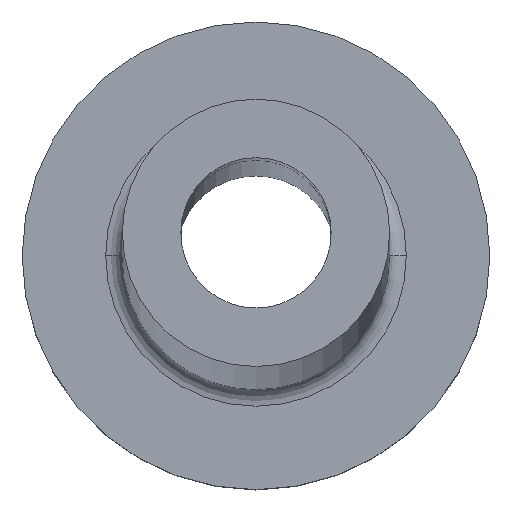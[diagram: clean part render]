
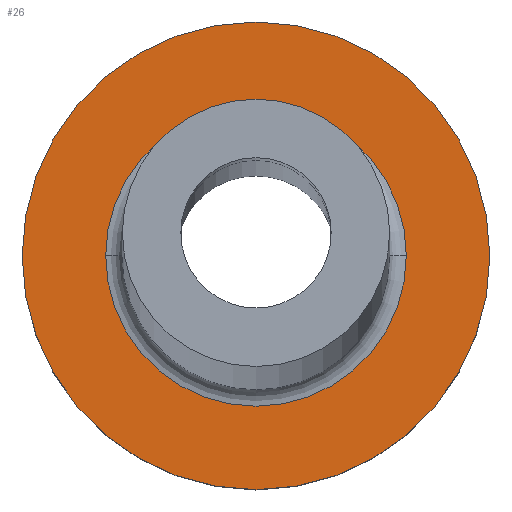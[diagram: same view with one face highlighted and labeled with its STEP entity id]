
A CAD part, top view. The second image highlights one B-rep face of the part: STEP entity #26.
In plain terms, the highlighted planar face has unit normal (0, 0, 1).
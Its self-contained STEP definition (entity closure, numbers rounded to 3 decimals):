
#2 = DIRECTION ( 'NONE',  ( 1., 0., 0. ) ) ;
#8 = AXIS2_PLACEMENT_3D ( 'NONE', #103, #282, #247 ) ;
#9 = FACE_OUTER_BOUND ( 'NONE', #205, .T. ) ;
#26 = ADVANCED_FACE ( 'NONE', ( #140, #9 ), #314, .T. ) ;
#27 = CARTESIAN_POINT ( 'NONE',  ( 7., 0., 5. ) ) ;
#30 = ORIENTED_EDGE ( 'NONE', *, *, #399, .T. ) ;
#36 = DIRECTION ( 'NONE',  ( 0., 0., 1. ) ) ;
#45 = EDGE_CURVE ( 'NONE', #78, #235, #164, .T. ) ;
#78 = VERTEX_POINT ( 'NONE', #192 ) ;
#95 = CARTESIAN_POINT ( 'NONE',  ( 4.5, 0., 5. ) ) ;
#103 = CARTESIAN_POINT ( 'NONE',  ( 0., 0., 5. ) ) ;
#109 = DIRECTION ( 'NONE',  ( 0., 0., -1. ) ) ;
#112 = CIRCLE ( 'NONE', #186, 7. ) ;
#119 = ORIENTED_EDGE ( 'NONE', *, *, #45, .T. ) ;
#135 = CARTESIAN_POINT ( 'NONE',  ( -7., 0., 5. ) ) ;
#136 = VERTEX_POINT ( 'NONE', #27 ) ;
#140 = FACE_BOUND ( 'NONE', #310, .T. ) ;
#142 = CARTESIAN_POINT ( 'NONE',  ( 0., 0., 5. ) ) ;
#150 = EDGE_CURVE ( 'NONE', #235, #78, #451, .T. ) ;
#164 = CIRCLE ( 'NONE', #437, 4.5 ) ;
#186 = AXIS2_PLACEMENT_3D ( 'NONE', #237, #36, #2 ) ;
#192 = CARTESIAN_POINT ( 'NONE',  ( -4.5, 0., 5. ) ) ;
#205 = EDGE_LOOP ( 'NONE', ( #30, #454 ) ) ;
#220 = AXIS2_PLACEMENT_3D ( 'NONE', #142, #250, #435 ) ;
#235 = VERTEX_POINT ( 'NONE', #95 ) ;
#237 = CARTESIAN_POINT ( 'NONE',  ( 0., 0., 5. ) ) ;
#245 = DIRECTION ( 'NONE',  ( 1., 0., 0. ) ) ;
#247 = DIRECTION ( 'NONE',  ( 1., 0., 0. ) ) ;
#250 = DIRECTION ( 'NONE',  ( 0., 0., 1. ) ) ;
#252 = VERTEX_POINT ( 'NONE', #135 ) ;
#280 = AXIS2_PLACEMENT_3D ( 'NONE', #304, #330, #363 ) ;
#282 = DIRECTION ( 'NONE',  ( 0., 0., 1. ) ) ;
#304 = CARTESIAN_POINT ( 'NONE',  ( 0., 0., 5. ) ) ;
#310 = EDGE_LOOP ( 'NONE', ( #395, #119 ) ) ;
#314 = PLANE ( 'NONE',  #8 ) ;
#330 = DIRECTION ( 'NONE',  ( 0., 0., -1. ) ) ;
#363 = DIRECTION ( 'NONE',  ( 1., 0., 0. ) ) ;
#369 = EDGE_CURVE ( 'NONE', #136, #252, #112, .T. ) ;
#395 = ORIENTED_EDGE ( 'NONE', *, *, #150, .T. ) ;
#399 = EDGE_CURVE ( 'NONE', #252, #136, #403, .T. ) ;
#403 = CIRCLE ( 'NONE', #220, 7. ) ;
#434 = CARTESIAN_POINT ( 'NONE',  ( 0., 0., 5. ) ) ;
#435 = DIRECTION ( 'NONE',  ( 1., 0., 0. ) ) ;
#437 = AXIS2_PLACEMENT_3D ( 'NONE', #434, #109, #245 ) ;
#451 = CIRCLE ( 'NONE', #280, 4.5 ) ;
#454 = ORIENTED_EDGE ( 'NONE', *, *, #369, .T. ) ;
